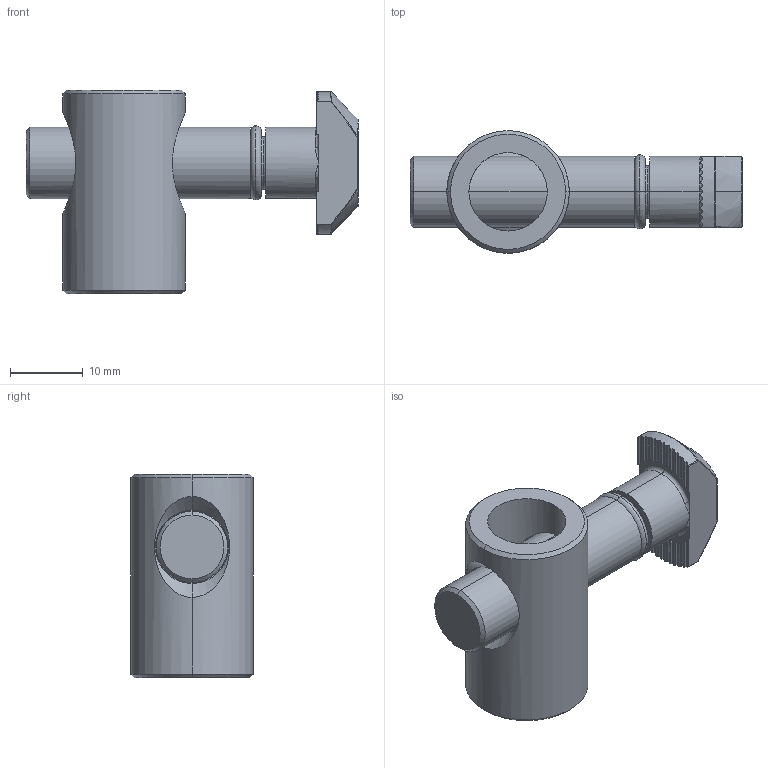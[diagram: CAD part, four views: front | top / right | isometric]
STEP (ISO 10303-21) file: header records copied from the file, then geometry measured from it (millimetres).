
FILE_DESCRIPTION((''),'2;1');
FILE_NAME('11155_CNTR_KONEKTOR_U10_0ST_ASM','2022-09-16T14:04:38',('PredragRovcanin'),('Audax d.o.o.'),'CREO PARAMETRIC BY PTC INC, 2020281','CREO PARAMETRIC BY PTC INC, 2020281','');
FILE_SCHEMA(('AUTOMOTIVE_DESIGN { 1 0 10303 214 1 1 1 1 }'));
Length unit declared in the file: millimetre
Products named in the file (5): 11155_CNTR_KONEKTOR_U10_0ST_A; 11155_CNTR_KONEKTOR_U10_0ST_B; 11155_CNTR_KONEKTOR_U10_0ST_C; 11155_CNTR_KONEKTOR_U10_0ST_D; 11155_CNTR_KONEKTOR_U10_0ST_ASM
Assembly tree (4 placements, depth 2):
  11155_CNTR_KONEKTOR_U10_0ST_ASM
    11155_CNTR_KONEKTOR_U10_0ST_A
    11155_CNTR_KONEKTOR_U10_0ST_B
    11155_CNTR_KONEKTOR_U10_0ST_C
    11155_CNTR_KONEKTOR_U10_0ST_D
Bounding box: 45.7 x 16.85 x 28 mm (x, y, z)
Volume: 8009.5 mm3; surface area: 5244.5 mm2
Topology: 4 solids, 4 shells, 224 faces, 579 edges, 349 vertices
Faces by surface type: cylinder 95, plane 73, cone 21, torus 17, sphere 10, bspline 8
Entity records: 13339 total; most frequent: CARTESIAN_POINT 2843, ORIENTED_EDGE 1132, DIRECTION 934, PRESENTATION_STYLE_ASSIGNMENT 799, STYLED_ITEM 575, CURVE_STYLE 571, EDGE_CURVE 566, FILL_AREA_STYLE_COLOUR 452
